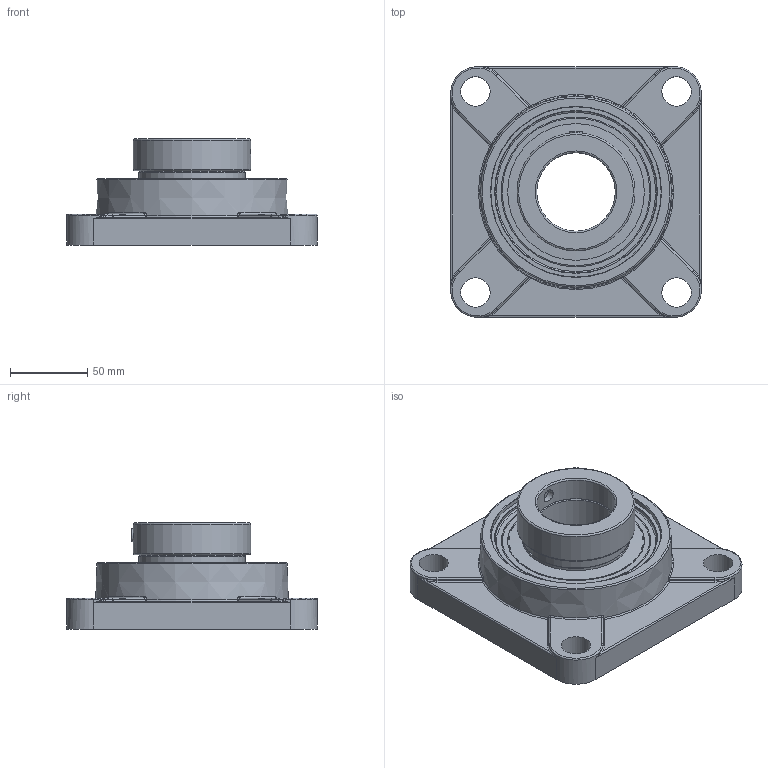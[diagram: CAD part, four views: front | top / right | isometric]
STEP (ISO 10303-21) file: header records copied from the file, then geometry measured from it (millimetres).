
FILE_DESCRIPTION(('HOOPS Exchange Step'),'2;1');
FILE_NAME('export-749F5173-C33E-4B8D-B63A-32104216F717.stp','2020-05-18T13:21:35-07:00',('dkerr'),('Alibre'),'HOOPS Exchange 2020.0','Alibre','Unknown authorisation');
FILE_SCHEMA( ('AP242_MANAGED_MODEL_BASED_3D_ENGINEERING_MIM_LF {1 0 10303 442 1 1 4 }') );
Length unit declared in the file: inch
Products named in the file (8): MRN SFM L4L 211; SNC 211 (Ball Bearing); SNC 211-32 L4L (2.000inch) (Race); SNC 211-32 (Collar); SNC 211 (Shield); SNC 211 (Setscrew); MRN SNC 211-32 L4L (2.000inch); MRN SNCSFM 211-32 L4L (2.000inch)
Assembly tree (8 placements, depth 3):
  MRN SNCSFM 211-32 L4L (2.000inch)
    MRN SFM L4L 211
    MRN SNC 211-32 L4L (2.000inch)
      SNC 211 (Ball Bearing)
      SNC 211-32 L4L (2.000inch) (Race)
      SNC 211-32 (Collar)
      SNC 211 (Shield)  x2
      SNC 211 (Setscrew)
Bounding box: 162 x 162 x 68.6 mm (x, y, z)
Volume: 570573 mm3; surface area: 145537.7 mm2
Topology: 17 solids, 17 shells, 222 faces, 570 edges, 341 vertices
Faces by surface type: cylinder 63, plane 53, torus 38, bspline 28, sphere 27, cone 13
Full cylindrical faces by diameter (mm): 8.382 x3, 19 x4, 50.8 x2, 64.973 x2, 68.58 x4, 69.342 x2, 76.2 x1, 87.884 x2, 88.392 x2, 104.775 x1, 109.22 x1, 110.1 x1
Entity records: 10501 total; most frequent: CARTESIAN_POINT 5237, DIRECTION 1128, ORIENTED_EDGE 1010, EDGE_CURVE 505, AXIS2_PLACEMENT_3D 495, VERTEX_POINT 327, CIRCLE 284, EDGE_LOOP 240
